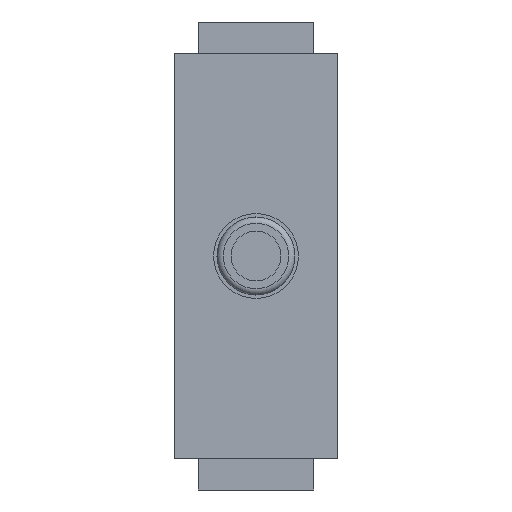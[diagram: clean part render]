
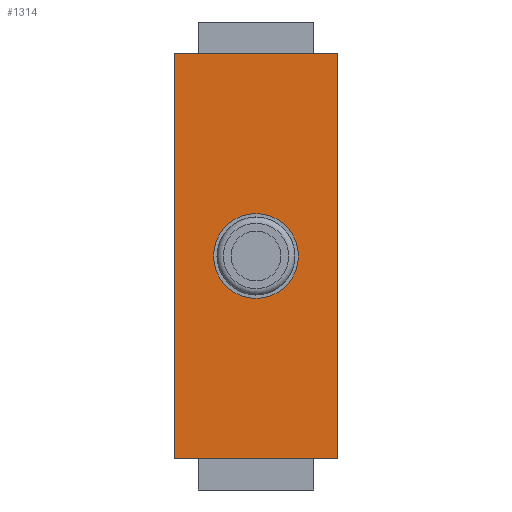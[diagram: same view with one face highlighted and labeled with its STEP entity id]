
A CAD part, left-side view. The second image highlights one B-rep face of the part: STEP entity #1314.
In plain terms, the highlighted planar face has unit normal (-1, 0, 0).
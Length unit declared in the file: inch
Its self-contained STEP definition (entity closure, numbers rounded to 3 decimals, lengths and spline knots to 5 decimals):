
#825=CARTESIAN_POINT('',(-0.3588,0.,0.068));
#826=VERTEX_POINT('',#825);
#827=CARTESIAN_POINT('',(-0.3588,0.,0.0));
#828=DIRECTION('',(1.0,0.0,0.0));
#829=DIRECTION('',(0.0,0.0,-1.0));
#830=AXIS2_PLACEMENT_3D('',#827,#828,#829);
#831=CIRCLE('',#830,0.068);
#832=EDGE_CURVE('',#826,#826,#831,.T.);
#852=CARTESIAN_POINT('',(-0.3588,0.1313,0.325));
#853=VERTEX_POINT('',#852);
#860=CARTESIAN_POINT('',(-0.3588,-0.1313,0.325));
#861=VERTEX_POINT('',#860);
#862=CARTESIAN_POINT('',(-0.3588,-0.1313,0.325));
#863=DIRECTION('',(0.0,1.0,0.0));
#864=VECTOR('',#863,0.2626);
#865=LINE('',#862,#864);
#866=EDGE_CURVE('',#861,#853,#865,.T.);
#1012=CARTESIAN_POINT('',(-0.3588,0.1313,-0.325));
#1013=VERTEX_POINT('',#1012);
#1156=CARTESIAN_POINT('',(-0.3588,-0.1313,-0.325));
#1157=VERTEX_POINT('',#1156);
#1164=CARTESIAN_POINT('',(-0.3588,0.1313,-0.325));
#1165=DIRECTION('',(0.0,-1.0,0.0));
#1166=VECTOR('',#1165,0.2626);
#1167=LINE('',#1164,#1166);
#1168=EDGE_CURVE('',#1013,#1157,#1167,.T.);
#1286=CARTESIAN_POINT('',(-0.3588,-0.1313,0.325));
#1287=DIRECTION('',(0.0,0.0,-1.0));
#1288=VECTOR('',#1287,0.65);
#1289=LINE('',#1286,#1288);
#1290=EDGE_CURVE('',#861,#1157,#1289,.T.);
#1295=CARTESIAN_POINT('',(-0.3588,0.1313,0.325));
#1296=DIRECTION('',(-1.0,0.0,0.0));
#1297=DIRECTION('',(0.0,0.0,1.0));
#1298=AXIS2_PLACEMENT_3D('',#1295,#1296,#1297);
#1299=PLANE('',#1298);
#1300=ORIENTED_EDGE('',*,*,#1168,.T.);
#1301=ORIENTED_EDGE('',*,*,#1290,.F.);
#1302=ORIENTED_EDGE('',*,*,#866,.T.);
#1303=CARTESIAN_POINT('',(-0.3588,0.1313,0.325));
#1304=DIRECTION('',(0.0,0.0,-1.0));
#1305=VECTOR('',#1304,0.65);
#1306=LINE('',#1303,#1305);
#1307=EDGE_CURVE('',#853,#1013,#1306,.T.);
#1308=ORIENTED_EDGE('',*,*,#1307,.T.);
#1309=EDGE_LOOP('',(#1300,#1301,#1302,#1308));
#1310=FACE_OUTER_BOUND('',#1309,.T.);
#1311=ORIENTED_EDGE('',*,*,#832,.T.);
#1312=EDGE_LOOP('',(#1311));
#1313=FACE_BOUND('',#1312,.T.);
#1314=ADVANCED_FACE('',(#1310,#1313),#1299,.T.);
